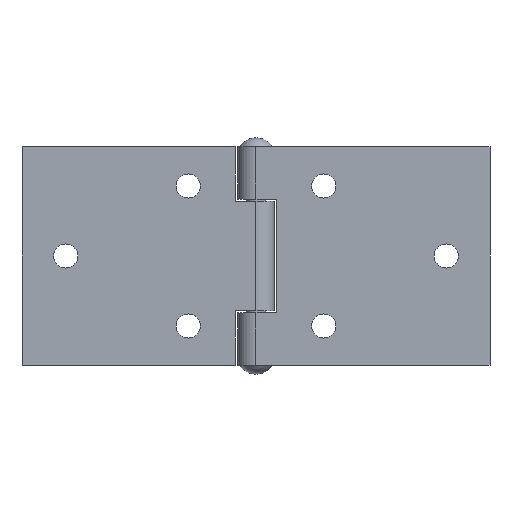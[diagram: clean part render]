
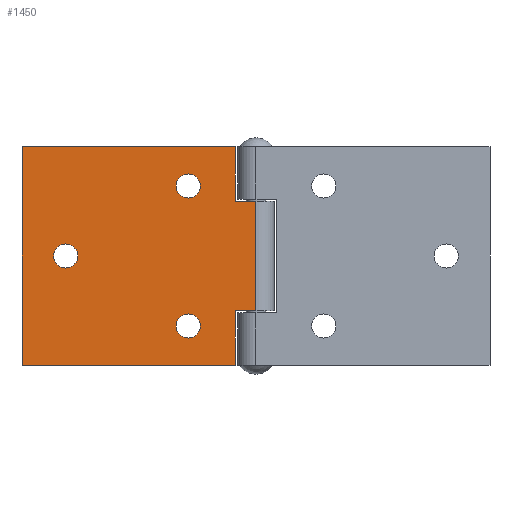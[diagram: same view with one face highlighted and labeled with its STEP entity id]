
A CAD part, front view. The second image highlights one B-rep face of the part: STEP entity #1450.
In plain terms, the highlighted planar face has unit normal (0, -1, 0).
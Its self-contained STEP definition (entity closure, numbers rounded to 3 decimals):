
#1 = VERTEX_POINT ( 'NONE', #1031 ) ;
#7 = EDGE_CURVE ( 'NONE', #2283, #1419, #142, .T. ) ;
#28 = VECTOR ( 'NONE', #2292, 1000. ) ;
#30 = ORIENTED_EDGE ( 'NONE', *, *, #1351, .F. ) ;
#43 = DIRECTION ( 'NONE',  ( 1., 0., 0. ) ) ;
#59 = CARTESIAN_POINT ( 'NONE',  ( -12.75, -4.2, 16. ) ) ;
#78 = VERTEX_POINT ( 'NONE', #1396 ) ;
#80 = EDGE_CURVE ( 'NONE', #78, #1165, #1711, .T. ) ;
#90 = AXIS2_PLACEMENT_3D ( 'NONE', #1966, #1216, #101 ) ;
#95 = DIRECTION ( 'NONE',  ( -1., 0., 0. ) ) ;
#101 = DIRECTION ( 'NONE',  ( 1., 0., 0. ) ) ;
#118 = ORIENTED_EDGE ( 'NONE', *, *, #2366, .F. ) ;
#124 = FACE_BOUND ( 'NONE', #1393, .T. ) ;
#129 = LINE ( 'NONE', #2198, #1703 ) ;
#132 = EDGE_CURVE ( 'NONE', #580, #1520, #1341, .T. ) ;
#135 = DIRECTION ( 'NONE',  ( 1., 0., 0. ) ) ;
#142 = LINE ( 'NONE', #1572, #1442 ) ;
#168 = AXIS2_PLACEMENT_3D ( 'NONE', #1323, #2242, #1332 ) ;
#215 = PLANE ( 'NONE',  #608 ) ;
#220 = DIRECTION ( 'NONE',  ( 0., -1., 0. ) ) ;
#222 = VECTOR ( 'NONE', #1246, 1000. ) ;
#230 = LINE ( 'NONE', #2209, #1678 ) ;
#253 = ORIENTED_EDGE ( 'NONE', *, *, #987, .F. ) ;
#366 = AXIS2_PLACEMENT_3D ( 'NONE', #612, #2285, #1918 ) ;
#380 = VERTEX_POINT ( 'NONE', #1698 ) ;
#402 = LINE ( 'NONE', #1047, #222 ) ;
#419 = DIRECTION ( 'NONE',  ( -1., 0., 0. ) ) ;
#420 = VERTEX_POINT ( 'NONE', #943 ) ;
#471 = CARTESIAN_POINT ( 'NONE',  ( 0., -4.2, 12.5 ) ) ;
#510 = FACE_BOUND ( 'NONE', #1243, .T. ) ;
#516 = EDGE_CURVE ( 'NONE', #1165, #78, #666, .T. ) ;
#519 = CIRCLE ( 'NONE', #90, 2.75 ) ;
#521 = DIRECTION ( 'NONE',  ( 0., -1., 0. ) ) ;
#527 = ORIENTED_EDGE ( 'NONE', *, *, #2360, .F. ) ;
#545 = ORIENTED_EDGE ( 'NONE', *, *, #760, .F. ) ;
#557 = VERTEX_POINT ( 'NONE', #471 ) ;
#562 = CIRCLE ( 'NONE', #168, 2.75 ) ;
#580 = VERTEX_POINT ( 'NONE', #1409 ) ;
#588 = LINE ( 'NONE', #1575, #1534 ) ;
#602 = EDGE_LOOP ( 'NONE', ( #2027, #545, #527, #118, #1281, #30, #2332, #2279 ) ) ;
#608 = AXIS2_PLACEMENT_3D ( 'NONE', #1556, #613, #419 ) ;
#612 = CARTESIAN_POINT ( 'NONE',  ( -43.5, -4.2, 0. ) ) ;
#613 = DIRECTION ( 'NONE',  ( 0., 1., 0. ) ) ;
#616 = LINE ( 'NONE', #660, #2031 ) ;
#641 = VERTEX_POINT ( 'NONE', #1234 ) ;
#651 = CARTESIAN_POINT ( 'NONE',  ( -46.25, -4.2, 0. ) ) ;
#660 = CARTESIAN_POINT ( 'NONE',  ( 4.2, -4.2, -12.5 ) ) ;
#666 = CIRCLE ( 'NONE', #366, 2.75 ) ;
#760 = EDGE_CURVE ( 'NONE', #380, #1, #129, .T. ) ;
#817 = CARTESIAN_POINT ( 'NONE',  ( -4.8, -4.2, 25. ) ) ;
#858 = DIRECTION ( 'NONE',  ( 1., 0., 0. ) ) ;
#901 = AXIS2_PLACEMENT_3D ( 'NONE', #1989, #1825, #1601 ) ;
#941 = VERTEX_POINT ( 'NONE', #1611 ) ;
#943 = CARTESIAN_POINT ( 'NONE',  ( -53.5, -4.2, -25. ) ) ;
#987 = EDGE_CURVE ( 'NONE', #1699, #988, #519, .T. ) ;
#988 = VERTEX_POINT ( 'NONE', #2143 ) ;
#996 = CARTESIAN_POINT ( 'NONE',  ( 0., -4.2, -25. ) ) ;
#1004 = ORIENTED_EDGE ( 'NONE', *, *, #2038, .F. ) ;
#1017 = AXIS2_PLACEMENT_3D ( 'NONE', #2168, #521, #135 ) ;
#1031 = CARTESIAN_POINT ( 'NONE',  ( -4.8, -4.2, -25. ) ) ;
#1047 = CARTESIAN_POINT ( 'NONE',  ( -53.5, -4.2, 25. ) ) ;
#1061 = DIRECTION ( 'NONE',  ( 1., 0., 0. ) ) ;
#1164 = EDGE_CURVE ( 'NONE', #420, #1, #2043, .T. ) ;
#1165 = VERTEX_POINT ( 'NONE', #651 ) ;
#1208 = DIRECTION ( 'NONE',  ( 0., 0., -1. ) ) ;
#1216 = DIRECTION ( 'NONE',  ( 0., -1., 0. ) ) ;
#1234 = CARTESIAN_POINT ( 'NONE',  ( -4.8, -4.2, 12.5 ) ) ;
#1243 = EDGE_LOOP ( 'NONE', ( #1418, #2337 ) ) ;
#1246 = DIRECTION ( 'NONE',  ( 0., 0., -1. ) ) ;
#1271 = DIRECTION ( 'NONE',  ( 0., 0., -1. ) ) ;
#1281 = ORIENTED_EDGE ( 'NONE', *, *, #1829, .F. ) ;
#1323 = CARTESIAN_POINT ( 'NONE',  ( -15.5, -4.2, -16. ) ) ;
#1332 = DIRECTION ( 'NONE',  ( 1., 0., 0. ) ) ;
#1341 = CIRCLE ( 'NONE', #1017, 2.75 ) ;
#1351 = EDGE_CURVE ( 'NONE', #1419, #641, #230, .T. ) ;
#1393 = EDGE_LOOP ( 'NONE', ( #1004, #253 ) ) ;
#1396 = CARTESIAN_POINT ( 'NONE',  ( -40.75, -4.2, 0. ) ) ;
#1409 = CARTESIAN_POINT ( 'NONE',  ( -18.25, -4.2, 16. ) ) ;
#1418 = ORIENTED_EDGE ( 'NONE', *, *, #132, .F. ) ;
#1419 = VERTEX_POINT ( 'NONE', #817 ) ;
#1442 = VECTOR ( 'NONE', #858, 1000. ) ;
#1450 = ADVANCED_FACE ( 'NONE', ( #510, #1610, #1788, #124 ), #215, .F. ) ;
#1460 = LINE ( 'NONE', #1969, #1758 ) ;
#1466 = EDGE_LOOP ( 'NONE', ( #1925, #1752 ) ) ;
#1520 = VERTEX_POINT ( 'NONE', #59 ) ;
#1534 = VECTOR ( 'NONE', #1208, 1000. ) ;
#1552 = CARTESIAN_POINT ( 'NONE',  ( -53.5, -4.2, 25. ) ) ;
#1556 = CARTESIAN_POINT ( 'NONE',  ( 0., -4.2, 25. ) ) ;
#1572 = CARTESIAN_POINT ( 'NONE',  ( 0., -4.2, 25. ) ) ;
#1575 = CARTESIAN_POINT ( 'NONE',  ( 0., -4.2, 25. ) ) ;
#1601 = DIRECTION ( 'NONE',  ( 1., 0., 0. ) ) ;
#1610 = FACE_OUTER_BOUND ( 'NONE', #602, .T. ) ;
#1611 = CARTESIAN_POINT ( 'NONE',  ( 0., -4.2, -12.5 ) ) ;
#1678 = VECTOR ( 'NONE', #2218, 1000. ) ;
#1693 = CIRCLE ( 'NONE', #1848, 2.75 ) ;
#1696 = CARTESIAN_POINT ( 'NONE',  ( -15.5, -4.2, 16. ) ) ;
#1698 = CARTESIAN_POINT ( 'NONE',  ( -4.8, -4.2, -12.5 ) ) ;
#1699 = VERTEX_POINT ( 'NONE', #2159 ) ;
#1703 = VECTOR ( 'NONE', #1271, 1000. ) ;
#1711 = CIRCLE ( 'NONE', #901, 2.75 ) ;
#1752 = ORIENTED_EDGE ( 'NONE', *, *, #80, .F. ) ;
#1758 = VECTOR ( 'NONE', #1061, 1000. ) ;
#1788 = FACE_BOUND ( 'NONE', #1466, .T. ) ;
#1825 = DIRECTION ( 'NONE',  ( 0., -1., 0. ) ) ;
#1829 = EDGE_CURVE ( 'NONE', #641, #557, #1460, .T. ) ;
#1848 = AXIS2_PLACEMENT_3D ( 'NONE', #1696, #220, #43 ) ;
#1918 = DIRECTION ( 'NONE',  ( 1., 0., 0. ) ) ;
#1925 = ORIENTED_EDGE ( 'NONE', *, *, #516, .F. ) ;
#1966 = CARTESIAN_POINT ( 'NONE',  ( -15.5, -4.2, -16. ) ) ;
#1969 = CARTESIAN_POINT ( 'NONE',  ( 4.2, -4.2, 12.5 ) ) ;
#1989 = CARTESIAN_POINT ( 'NONE',  ( -43.5, -4.2, 0. ) ) ;
#2027 = ORIENTED_EDGE ( 'NONE', *, *, #1164, .T. ) ;
#2031 = VECTOR ( 'NONE', #95, 1000. ) ;
#2038 = EDGE_CURVE ( 'NONE', #988, #1699, #562, .T. ) ;
#2043 = LINE ( 'NONE', #996, #28 ) ;
#2070 = EDGE_CURVE ( 'NONE', #1520, #580, #1693, .T. ) ;
#2143 = CARTESIAN_POINT ( 'NONE',  ( -18.25, -4.2, -16. ) ) ;
#2159 = CARTESIAN_POINT ( 'NONE',  ( -12.75, -4.2, -16. ) ) ;
#2168 = CARTESIAN_POINT ( 'NONE',  ( -15.5, -4.2, 16. ) ) ;
#2198 = CARTESIAN_POINT ( 'NONE',  ( -4.8, -4.2, -25. ) ) ;
#2209 = CARTESIAN_POINT ( 'NONE',  ( -4.8, -4.2, 25. ) ) ;
#2218 = DIRECTION ( 'NONE',  ( 0., 0., -1. ) ) ;
#2242 = DIRECTION ( 'NONE',  ( 0., -1., 0. ) ) ;
#2279 = ORIENTED_EDGE ( 'NONE', *, *, #2311, .T. ) ;
#2283 = VERTEX_POINT ( 'NONE', #1552 ) ;
#2285 = DIRECTION ( 'NONE',  ( 0., -1., 0. ) ) ;
#2292 = DIRECTION ( 'NONE',  ( 1., 0., 0. ) ) ;
#2311 = EDGE_CURVE ( 'NONE', #2283, #420, #402, .T. ) ;
#2332 = ORIENTED_EDGE ( 'NONE', *, *, #7, .F. ) ;
#2337 = ORIENTED_EDGE ( 'NONE', *, *, #2070, .F. ) ;
#2360 = EDGE_CURVE ( 'NONE', #941, #380, #616, .T. ) ;
#2366 = EDGE_CURVE ( 'NONE', #557, #941, #588, .T. ) ;
